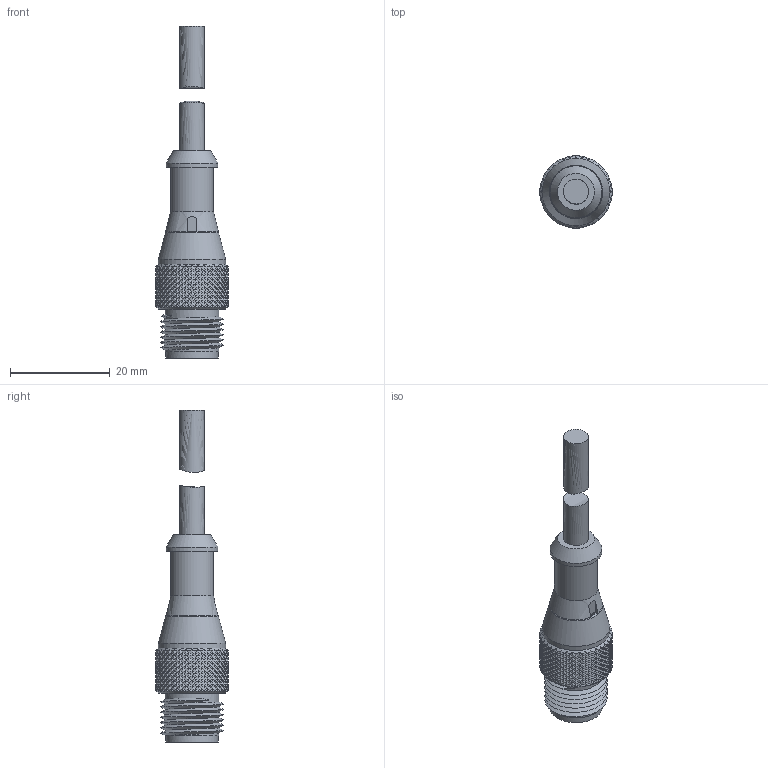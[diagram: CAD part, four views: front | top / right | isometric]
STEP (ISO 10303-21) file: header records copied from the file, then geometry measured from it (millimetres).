
FILE_DESCRIPTION( ('This file contains a STEP AP42 implementation' ,'as created by ZW3D STEP Interface translator.') ,'2;1' );
FILE_NAME( 'U-MS4TAX16X.stp' ,'201126.162735', (''), ('ZWCAD Software Co.'), 'Version 1.0', 'ZW3D to STEP translator', '' );
FILE_SCHEMA(('AUTOMOTIVE_DESIGN'));
Length unit declared in the file: millimetre
Products named in the file (2): 0; U-MS4TAX16X
Bounding box: 14.5 x 14.5 x 66.6 mm (x, y, z)
Volume: 3514.1 mm3; surface area: 4107.6 mm2
Topology: 2 solids, 2 shells, 3131 faces, 6433 edges, 3310 vertices
Faces by surface type: bspline 3131
Entity records: 106284 total; most frequent: CARTESIAN_POINT 66789, ORIENTED_EDGE 12858, EDGE_CURVE 6429, B_SPLINE_CURVE_WITH_KNOTS 4286, VERTEX_POINT 3310, EDGE_LOOP 3141, FACE_OUTER_BOUND 3131, ADVANCED_FACE 3131
